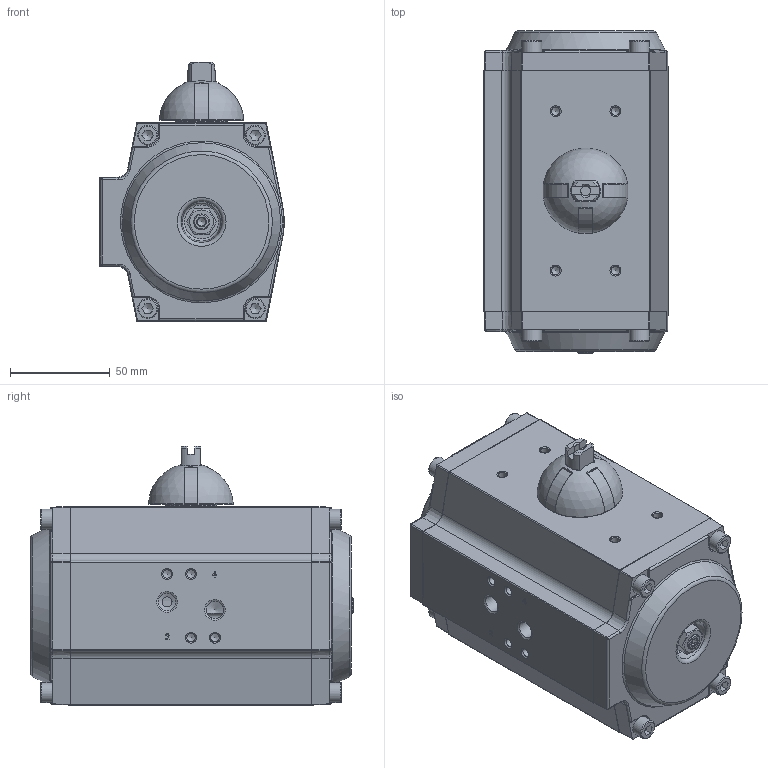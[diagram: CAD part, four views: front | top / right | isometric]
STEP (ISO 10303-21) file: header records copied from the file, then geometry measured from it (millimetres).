
FILE_DESCRIPTION(/* description */ ('Unknown'),/* implementation_level */ '2;1');
FILE_NAME(/* name */ 'GTA-75x90',/* time_stamp */ '2018-10-01T11:18:57+02:00',/* author */ ('Unknown'),/* organization */ ('Unknown'),/* preprocessor_version */ 'ST-DEVELOPER v16.7',/* originating_system */ 'DEX',/* authorisation */ $);
FILE_SCHEMA (('AP242_MANAGED_MODEL_BASED_3D_ENGINEERING_MIM_LF { 1 0 10303 442 1 1 4 }','AUTOMOTIVE_DESIGN {1 0 10303 214 3 1 1}'));
Length unit declared in the file: millimetre
Products named in the file (1): GTA-75x90
Bounding box: 92.41 x 162 x 130 mm (x, y, z)
Surface area: 92999.1 mm2 (no closed solid volume)
Topology: 0 solids, 30 shells, 517 faces, 1595 edges, 1059 vertices
Faces by surface type: plane 225, cylinder 136, cone 87, torus 38, bspline 30, sphere 1
Full cylindrical faces by diameter (mm): 4.2 x9, 4.5 x1, 4.917 x1, 5 x4, 6.8 x4, 8 x1, 8.7 x2, 10 x8, 14 x1, 23 x1, 26 x1, 28.8 x1, 29.3 x1
Entity records: 18744 total; most frequent: CARTESIAN_POINT 5063, DIRECTION 2791, ORIENTED_EDGE 2379, EDGE_CURVE 1395, AXIS2_PLACEMENT_3D 1053, VERTEX_POINT 1021, FACE_BOUND 695, LINE 685
